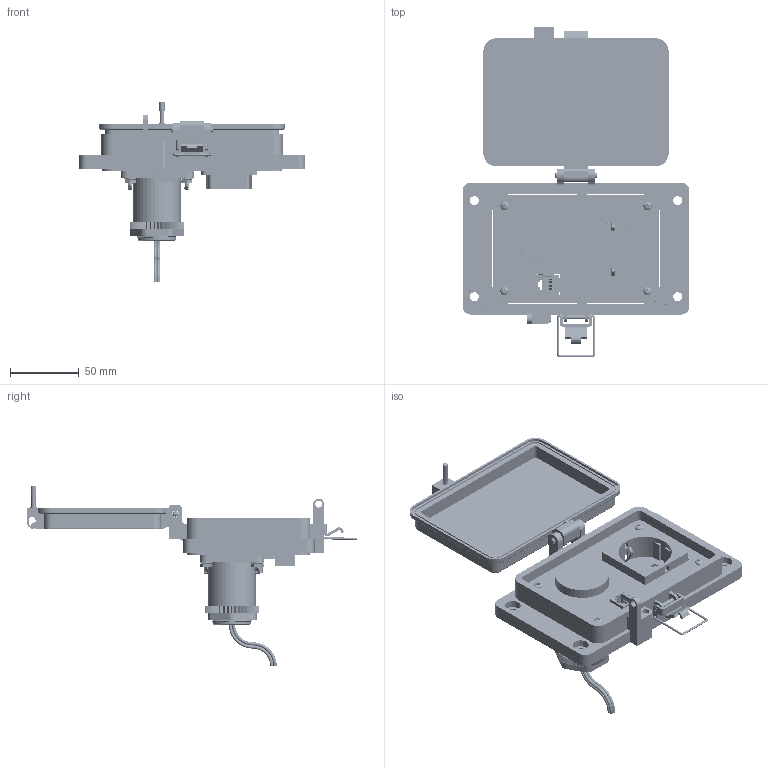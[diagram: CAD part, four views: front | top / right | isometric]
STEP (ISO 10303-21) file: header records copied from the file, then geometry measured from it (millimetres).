
FILE_DESCRIPTION (( 'STEP AP203' ), '1' );
FILE_NAME ('P-R2S10-M3RE0_3D.STEP', '2018-10-08T20:16:28', ( '' ), ( '' ), 'SwSTEP 2.0', 'SolidWorks 2018', '' );
FILE_SCHEMA (( 'CONFIG_CONTROL_DESIGN' ));
Length unit declared in the file: millimetre
Products named in the file (19): Z-H-M3_B; R-3W-UNIT; -M3; R-3W-SLEEVE; P-R2S10-M3RE0_BP180_1; 92005A124_METRIC PAN HEAD PHILLIPS MACHINE SCREW_92005A124; R-3W_NUT; P-R2S10-M3RE0_TP060_1; P-R2S10-M3RE0_3D; P-R2S10-M3RE0_FP060_1; Z-000-4243316TFP; Z-300-RJ45CAT5; P-R2S10-M3RE0_TP240_1; R2; Z-000-632114FH_90471A433; Z-200-OTLT-RE; Z-001-SPR12_94639A303; RE; Z-002-632516HN_90675A007
Assembly tree (31 placements, depth 3):
  P-R2S10-M3RE0_3D
    P-R2S10-M3RE0_BP180_1
    P-R2S10-M3RE0_TP060_1
    Z-000-4243316TFP  x2
    P-R2S10-M3RE0_TP240_1
    Z-000-632114FH_90471A433  x4
    Z-001-SPR12_94639A303  x4
    Z-002-632516HN_90675A007  x4
    R-3W-UNIT
    R-3W-SLEEVE
    R-3W_NUT
    P-R2S10-M3RE0_FP060_1
    R2
      Z-300-RJ45CAT5
    RE
      Z-200-OTLT-RE
    -M3
      Z-H-M3_B
    92005A124_METRIC PAN HEAD PHILLIPS MACHINE SCREW_92005A124  x4
Bounding box: 164.96 x 240.59 x 131.28 mm (x, y, z)
Volume: 337076.3 mm3; surface area: 177081.5 mm2
Topology: 41 solids, 41 shells, 3832 faces, 10916 edges, 7211 vertices
Faces by surface type: cylinder 1633, plane 1179, bspline 746, cone 232, torus 34, sphere 8
Entity records: 115184 total; most frequent: CARTESIAN_POINT 57476, ORIENTED_EDGE 13564, DIRECTION 8575, EDGE_CURVE 6782, VERTEX_POINT 4476, LINE 3145, VECTOR 3145, AXIS2_PLACEMENT_3D 2715
